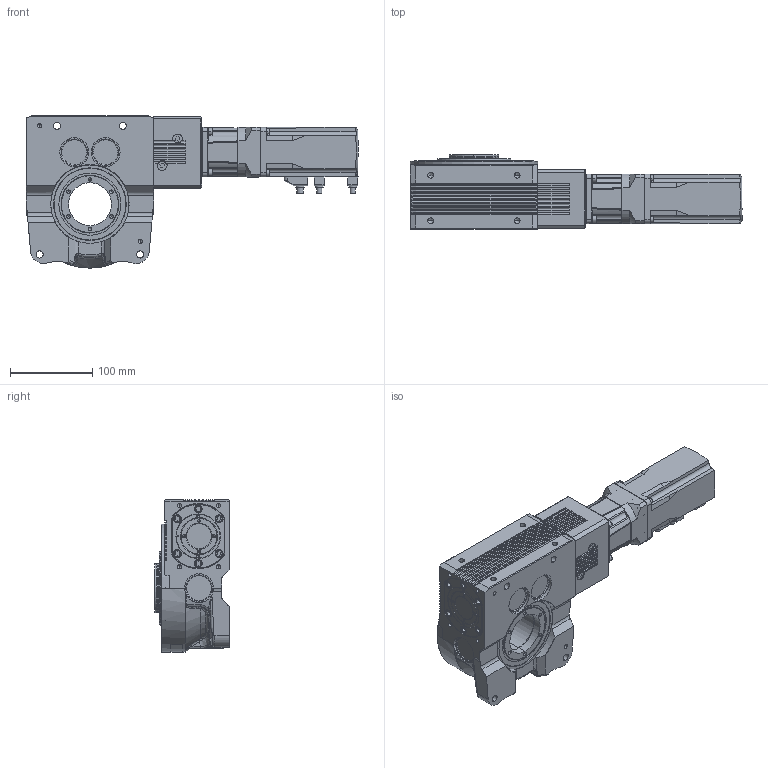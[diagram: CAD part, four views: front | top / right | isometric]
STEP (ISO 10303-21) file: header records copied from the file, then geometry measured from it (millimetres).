
FILE_DESCRIPTION (( 'STEP AP203' ), '1' );
FILE_NAME ('RGV069V4516X000.STEP', '2023-06-29T12:49:32', ( '' ), ( '' ), 'SwSTEP 2.0', 'SolidWorks 2021', '' );
FILE_SCHEMA (( 'CONFIG_CONTROL_DESIGN' ));
Products named in the file (1): RGV069V4516X000
Bounding box: 402.5 x 90 x 184.55 mm (x, y, z)
Volume: 2689284 mm3; surface area: 325506.7 mm2
Topology: 14 solids, 16 shells, 2583 faces, 6323 edges, 3931 vertices
Faces by surface type: plane 1031, cylinder 890, cone 411, bspline 141, torus 110
Entity records: 83658 total; most frequent: CARTESIAN_POINT 23093, DIRECTION 12863, ORIENTED_EDGE 12354, EDGE_CURVE 6177, AXIS2_PLACEMENT_3D 4775, VERTEX_POINT 3931, LINE 3313, VECTOR 3313
